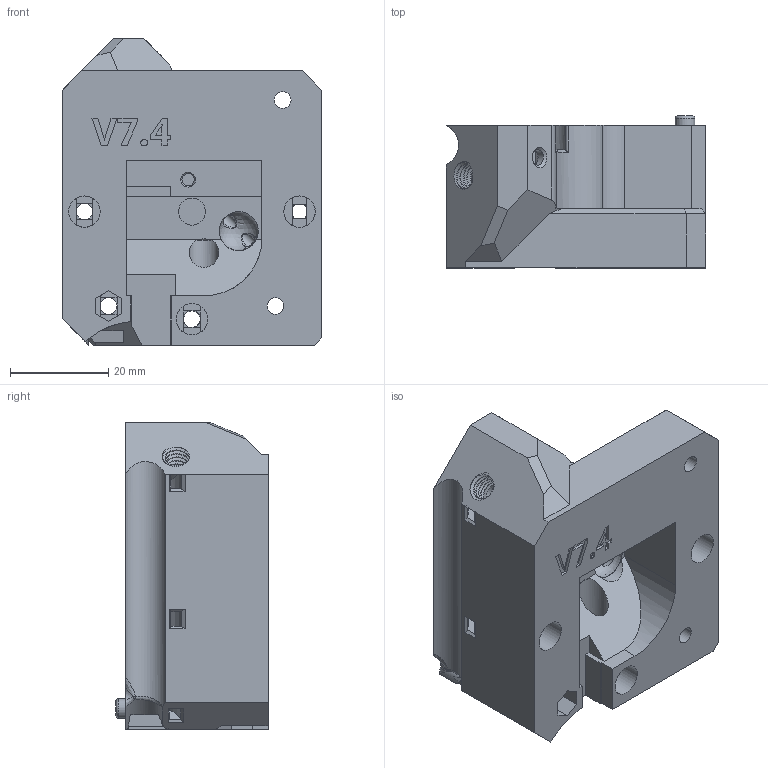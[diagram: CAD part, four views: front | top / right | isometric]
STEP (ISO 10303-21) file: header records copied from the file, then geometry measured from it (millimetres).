
FILE_DESCRIPTION(/* description */ ('STEP AP242','CAx-IF Rec.Pracs.---Representation and Presentation of Product Manufacturing Information (PMI)---4.0---2014-10-13','CAx-IF Rec.Pracs.---3D Tessellated Geometry---0.4---2014-09-14','2;1'),/* implementation_level */ '2;1');
FILE_NAME(/* name */ '61e2e1326a74c6329e0e9875',/* time_stamp */ '2022-01-15T14:59:00+00:00',/* author */ (''),/* organization */ (''),/* preprocessor_version */ 'ST-DEVELOPER v18.101',/* originating_system */ ' ',/* authorisation */ ' ');
FILE_SCHEMA (('AP242_MANAGED_MODEL_BASED_3D_ENGINEERING_MIM_LF { 1 0 10303 442 1 1 4 }'));
Length unit declared in the file: metre
Products named in the file (1): extrusor_mini_3dvfos_Body_M6 v1
Bounding box: 53 x 31 x 62.5 mm (x, y, z)
Volume: 58955.2 mm3; surface area: 18080.2 mm2
Topology: 1 solids, 12 shells, 426 faces, 1126 edges, 735 vertices
Faces by surface type: plane 263, cylinder 79, bspline 51, torus 16, cone 13, sphere 4
Full cylindrical faces by diameter (mm): 2.2 x2, 2.5 x2, 3 x1, 3.05 x1, 3.2 x2, 3.4 x7, 4 x1, 4.2 x2, 5.1 x1, 5.5 x1, 6.006 x1, 6.4 x4, 12 x1
Entity records: 16075 total; most frequent: CARTESIAN_POINT 6141, ORIENTED_EDGE 2134, DIRECTION 1820, EDGE_CURVE 1067, VERTEX_POINT 719, LINE 610, VECTOR 610, AXIS2_PLACEMENT_3D 605
